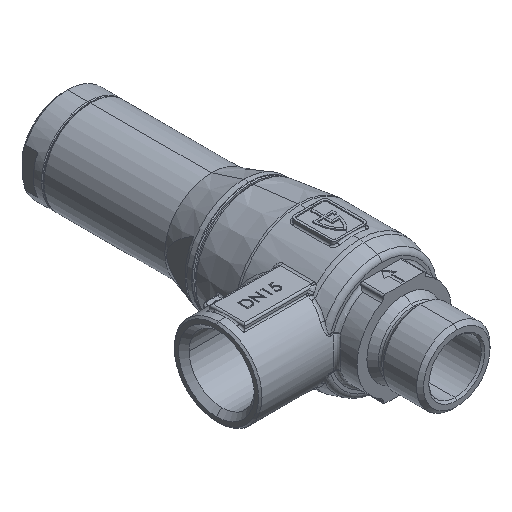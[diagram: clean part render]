
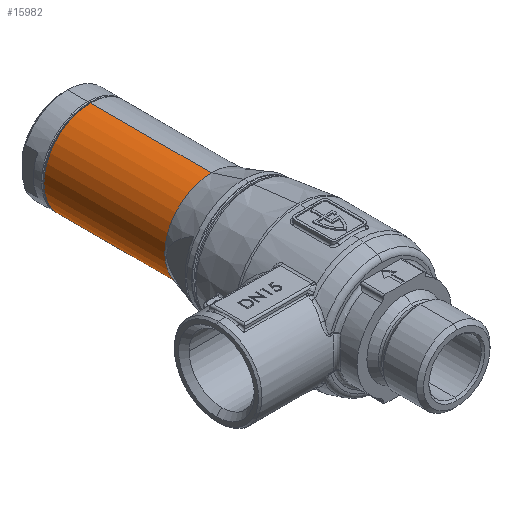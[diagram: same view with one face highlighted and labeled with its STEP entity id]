
A CAD part, isometric view. The second image highlights one B-rep face of the part: STEP entity #15982.
In plain terms, the highlighted cylindrical face has radius 13.25 mm (diameter 26.5 mm), a partial arc.
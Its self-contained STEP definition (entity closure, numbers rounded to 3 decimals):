
#831 = VECTOR ( 'NONE', #12857, 1000. ) ;
#856 = VECTOR ( 'NONE', #12863, 1000. ) ;
#1065 = CIRCLE ( 'NONE', #1750, 13.25 ) ;
#1101 = AXIS2_PLACEMENT_3D ( 'NONE', #12912, #12914, #12916 ) ;
#1673 = CIRCLE ( 'NONE', #1101, 13.25 ) ;
#1750 = AXIS2_PLACEMENT_3D ( 'NONE', #12906, #12908, #12910 ) ;
#4480 = VERTEX_POINT ( 'NONE', #6750 ) ;
#4577 = VERTEX_POINT ( 'NONE', #25888 ) ;
#6750 = CARTESIAN_POINT ( 'NONE',  ( 0., 124.755, 13.25 ) ) ;
#10062 = AXIS2_PLACEMENT_3D ( 'NONE', #22488, #22513, #22514 ) ;
#12247 = CARTESIAN_POINT ( 'NONE',  ( 0., 90.255, 13.25 ) ) ;
#12264 = CARTESIAN_POINT ( 'NONE',  ( 0., 90.255, -13.25 ) ) ;
#12841 = CARTESIAN_POINT ( 'NONE',  ( 0., 69.255, 13.25 ) ) ;
#12848 = LINE ( 'NONE', #12841, #831 ) ;
#12857 = DIRECTION ( 'NONE',  ( 0., -1., 0. ) ) ;
#12859 = LINE ( 'NONE', #12861, #856 ) ;
#12861 = CARTESIAN_POINT ( 'NONE',  ( 0., 69.255, -13.25 ) ) ;
#12863 = DIRECTION ( 'NONE',  ( 0., -1., 0. ) ) ;
#12906 = CARTESIAN_POINT ( 'NONE',  ( 0., 124.755, 0. ) ) ;
#12908 = DIRECTION ( 'NONE',  ( 0., -1., 0. ) ) ;
#12910 = DIRECTION ( 'NONE',  ( 0., 0., 1. ) ) ;
#12912 = CARTESIAN_POINT ( 'NONE',  ( 0., 90.255, 0. ) ) ;
#12914 = DIRECTION ( 'NONE',  ( 0., -1., 0. ) ) ;
#12916 = DIRECTION ( 'NONE',  ( 0., 0., -1. ) ) ;
#15481 = EDGE_CURVE ( 'NONE', #4480, #23617, #12848, .T. ) ;
#15484 = EDGE_CURVE ( 'NONE', #4577, #23681, #12859, .T. ) ;
#15500 = EDGE_CURVE ( 'NONE', #4480, #4577, #1065, .T. ) ;
#15503 = EDGE_CURVE ( 'NONE', #23617, #23681, #1673, .T. ) ;
#15982 = ADVANCED_FACE ( 'NONE', ( #22503 ), #22502, .T. ) ;
#21015 = ORIENTED_EDGE ( 'NONE', *, *, #15500, .T. ) ;
#21016 = ORIENTED_EDGE ( 'NONE', *, *, #15503, .F. ) ;
#21018 = ORIENTED_EDGE ( 'NONE', *, *, #15484, .T. ) ;
#21024 = ORIENTED_EDGE ( 'NONE', *, *, #15481, .F. ) ;
#21362 = EDGE_LOOP ( 'NONE', ( #21024, #21015, #21018, #21016 ) ) ;
#22488 = CARTESIAN_POINT ( 'NONE',  ( 0., 69.255, 0. ) ) ;
#22502 = CYLINDRICAL_SURFACE ( 'NONE', #10062, 13.25 ) ;
#22503 = FACE_OUTER_BOUND ( 'NONE', #21362, .T. ) ;
#22513 = DIRECTION ( 'NONE',  ( 0., -1., 0. ) ) ;
#22514 = DIRECTION ( 'NONE',  ( 0., 0., -1. ) ) ;
#23617 = VERTEX_POINT ( 'NONE', #12247 ) ;
#23681 = VERTEX_POINT ( 'NONE', #12264 ) ;
#25888 = CARTESIAN_POINT ( 'NONE',  ( 0., 124.755, -13.25 ) ) ;
